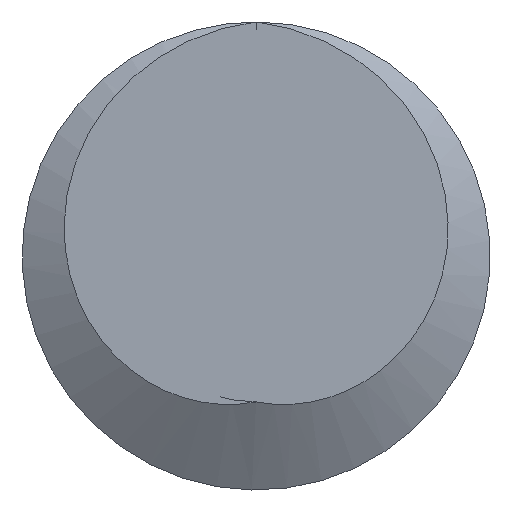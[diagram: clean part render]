
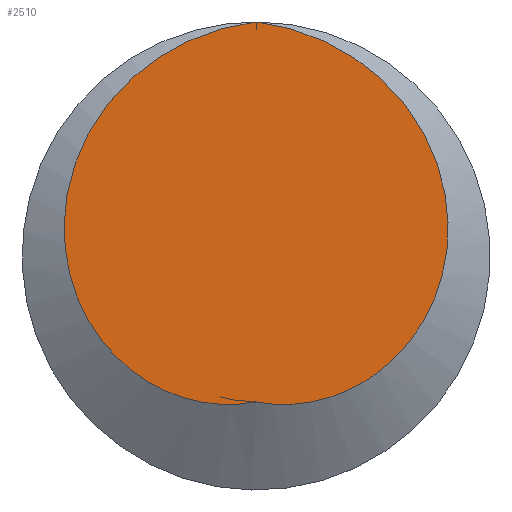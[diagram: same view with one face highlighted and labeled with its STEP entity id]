
A CAD part, front view. The second image highlights one B-rep face of the part: STEP entity #2510.
In plain terms, the highlighted planar face has unit normal (0, -1, 0).
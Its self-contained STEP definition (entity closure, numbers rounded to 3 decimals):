
#2161 = VERTEX_POINT('',#2162);
#2162 = CARTESIAN_POINT('',(0.,0.,
    3.45));
#2268 = EDGE_CURVE('',#2161,#2269,#2271,.T.);
#2269 = VERTEX_POINT('',#2270);
#2270 = CARTESIAN_POINT('',(0.,0.,
    -2.151));
#2271 = B_SPLINE_CURVE_WITH_KNOTS('',6,(#2272,#2273,#2274,#2275,#2276,
    #2277,#2278,#2279,#2280,#2281,#2282,#2283,#2284,#2285,#2286,#2287,
    #2288,#2289,#2290,#2291,#2292,#2293,#2294,#2295,#2296,#2297,#2298,
    #2299,#2300,#2301,#2302,#2303,#2304,#2305,#2306,#2307,#2308),
  .UNSPECIFIED.,.F.,.F.,(7,5,5,5,5,5,5,7),(0.,0.189,
    0.351,0.494,0.619,0.73,
    0.829,1.),.UNSPECIFIED.);
#2272 = CARTESIAN_POINT('',(0.,0.,
    3.45));
#2273 = CARTESIAN_POINT('',(0.285,0.,
    3.416));
#2274 = CARTESIAN_POINT('',(0.566,0.,
    3.353));
#2275 = CARTESIAN_POINT('',(0.839,0.,
    3.262));
#2276 = CARTESIAN_POINT('',(1.102,0.,
    3.143));
#2277 = CARTESIAN_POINT('',(1.349,0.,
    2.998));
#2278 = CARTESIAN_POINT('',(1.775,0.,
    2.684));
#2279 = CARTESIAN_POINT('',(1.959,0.,
    2.52));
#2280 = CARTESIAN_POINT('',(2.127,0.,
    2.341));
#2281 = CARTESIAN_POINT('',(2.277,0.,
    2.146));
#2282 = CARTESIAN_POINT('',(2.407,0.,
    1.939));
#2283 = CARTESIAN_POINT('',(2.612,0.,
    1.531));
#2284 = CARTESIAN_POINT('',(2.691,0.,
    1.332));
#2285 = CARTESIAN_POINT('',(2.754,0.,
    1.127));
#2286 = CARTESIAN_POINT('',(2.798,0.,
    0.917));
#2287 = CARTESIAN_POINT('',(2.823,0.,
    0.706));
#2288 = CARTESIAN_POINT('',(2.835,0.,
    0.307));
#2289 = CARTESIAN_POINT('',(2.826,0.,
    0.12));
#2290 = CARTESIAN_POINT('',(2.802,0.,
    -0.065));
#2291 = CARTESIAN_POINT('',(2.763,0.,
    -0.248));
#2292 = CARTESIAN_POINT('',(2.709,0.,
    -0.427));
#2293 = CARTESIAN_POINT('',(2.581,0.,
    -0.752));
#2294 = CARTESIAN_POINT('',(2.51,0.,
    -0.9));
#2295 = CARTESIAN_POINT('',(2.428,0.,
    -1.042));
#2296 = CARTESIAN_POINT('',(2.336,0.,
    -1.177));
#2297 = CARTESIAN_POINT('',(2.234,0.,
    -1.305));
#2298 = CARTESIAN_POINT('',(2.024,0.,
    -1.53));
#2299 = CARTESIAN_POINT('',(1.917,0.,
    -1.63));
#2300 = CARTESIAN_POINT('',(1.804,0.,
    -1.721));
#2301 = CARTESIAN_POINT('',(1.684,0.,
    -1.804));
#2302 = CARTESIAN_POINT('',(1.56,0.,
    -1.879));
#2303 = CARTESIAN_POINT('',(1.209,0.,
    -2.055));
#2304 = CARTESIAN_POINT('',(0.975,0.,
    -2.138));
#2305 = CARTESIAN_POINT('',(0.731,0.,
    -2.19));
#2306 = CARTESIAN_POINT('',(0.484,0.,
    -2.21));
#2307 = CARTESIAN_POINT('',(0.238,0.,
    -2.197));
#2308 = CARTESIAN_POINT('',(0.,0.,
    -2.151));
#2409 = EDGE_CURVE('',#2161,#2269,#2410,.T.);
#2410 = B_SPLINE_CURVE_WITH_KNOTS('',6,(#2411,#2412,#2413,#2414,#2415,
    #2416,#2417,#2418,#2419,#2420,#2421,#2422,#2423,#2424,#2425,#2426,
    #2427,#2428,#2429,#2430,#2431,#2432,#2433,#2434,#2435,#2436,#2437,
    #2438,#2439,#2440,#2441,#2442,#2443,#2444,#2445,#2446,#2447),
  .UNSPECIFIED.,.F.,.F.,(7,5,5,5,5,5,5,7),(0.,0.189,
    0.352,0.494,0.619,0.73,
    0.829,1.),.UNSPECIFIED.);
#2411 = CARTESIAN_POINT('',(0.,0.,
    3.45));
#2412 = CARTESIAN_POINT('',(-0.285,0.,
    3.416));
#2413 = CARTESIAN_POINT('',(-0.566,0.,
    3.353));
#2414 = CARTESIAN_POINT('',(-0.839,0.,
    3.262));
#2415 = CARTESIAN_POINT('',(-1.102,0.,
    3.143));
#2416 = CARTESIAN_POINT('',(-1.349,0.,
    2.998));
#2417 = CARTESIAN_POINT('',(-1.777,0.,
    2.683));
#2418 = CARTESIAN_POINT('',(-1.961,0.,
    2.518));
#2419 = CARTESIAN_POINT('',(-2.13,0.,
    2.337));
#2420 = CARTESIAN_POINT('',(-2.281,0.,
    2.141));
#2421 = CARTESIAN_POINT('',(-2.411,0.,
    1.932));
#2422 = CARTESIAN_POINT('',(-2.615,0.,
    1.523));
#2423 = CARTESIAN_POINT('',(-2.693,0.,
    1.326));
#2424 = CARTESIAN_POINT('',(-2.755,0.,
    1.122));
#2425 = CARTESIAN_POINT('',(-2.798,0.,
    0.914));
#2426 = CARTESIAN_POINT('',(-2.823,0.,
    0.704));
#2427 = CARTESIAN_POINT('',(-2.835,0.,
    0.307));
#2428 = CARTESIAN_POINT('',(-2.826,0.,
    0.12));
#2429 = CARTESIAN_POINT('',(-2.802,0.,
    -0.065));
#2430 = CARTESIAN_POINT('',(-2.763,0.,
    -0.248));
#2431 = CARTESIAN_POINT('',(-2.709,0.,
    -0.427));
#2432 = CARTESIAN_POINT('',(-2.581,0.,
    -0.752));
#2433 = CARTESIAN_POINT('',(-2.51,0.,
    -0.9));
#2434 = CARTESIAN_POINT('',(-2.428,0.,
    -1.042));
#2435 = CARTESIAN_POINT('',(-2.336,0.,
    -1.177));
#2436 = CARTESIAN_POINT('',(-2.234,0.,
    -1.305));
#2437 = CARTESIAN_POINT('',(-2.024,0.,
    -1.53));
#2438 = CARTESIAN_POINT('',(-1.917,0.,
    -1.63));
#2439 = CARTESIAN_POINT('',(-1.804,0.,
    -1.721));
#2440 = CARTESIAN_POINT('',(-1.684,0.,
    -1.804));
#2441 = CARTESIAN_POINT('',(-1.56,0.,
    -1.879));
#2442 = CARTESIAN_POINT('',(-1.209,0.,
    -2.055));
#2443 = CARTESIAN_POINT('',(-0.975,0.,
    -2.138));
#2444 = CARTESIAN_POINT('',(-0.731,0.,
    -2.19));
#2445 = CARTESIAN_POINT('',(-0.484,0.,
    -2.21));
#2446 = CARTESIAN_POINT('',(-0.238,0.,
    -2.197));
#2447 = CARTESIAN_POINT('',(0.,0.,
    -2.151));
#2510 = ADVANCED_FACE('',(#2511),#2515,.T.);
#2511 = FACE_BOUND('',#2512,.T.);
#2512 = EDGE_LOOP('',(#2513,#2514));
#2513 = ORIENTED_EDGE('',*,*,#2268,.F.);
#2514 = ORIENTED_EDGE('',*,*,#2409,.T.);
#2515 = PLANE('',#2516);
#2516 = AXIS2_PLACEMENT_3D('',#2517,#2518,#2519);
#2517 = CARTESIAN_POINT('',(-7.5,0.,42.205));
#2518 = DIRECTION('',(0.,-1.,0.));
#2519 = DIRECTION('',(1.,0.,0.));
